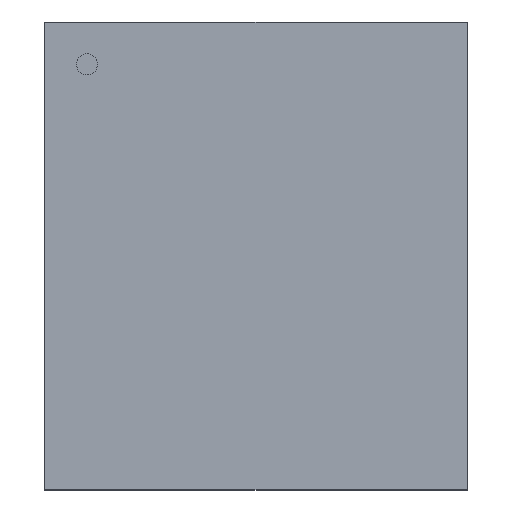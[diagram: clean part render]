
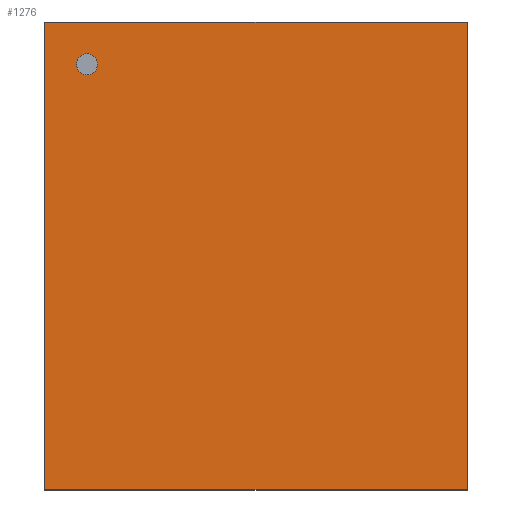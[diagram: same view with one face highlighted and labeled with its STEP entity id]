
A CAD part, top view. The second image highlights one B-rep face of the part: STEP entity #1276.
In plain terms, the highlighted planar face has unit normal (0, 0, 1).
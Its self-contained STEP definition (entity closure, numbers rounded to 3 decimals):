
#1052=CARTESIAN_POINT('',(2.121,-2.35,0.584));
#1051=VERTEX_POINT('',#1052);
#1062=CARTESIAN_POINT('',(-2.121,-2.35,0.584));
#1061=VERTEX_POINT('',#1062);
#1060=EDGE_CURVE('',#1061,#1051,#1065,.T.);
#1065=LINE('',#1062,#1067);
#1067=VECTOR('',#1068,4.242);
#1068=DIRECTION('',(1.0,0.0,0.0));
#1101=CARTESIAN_POINT('',(2.121,2.35,0.584));
#1100=VERTEX_POINT('',#1101);
#1109=EDGE_CURVE('',#1051,#1100,#1114,.T.);
#1114=LINE('',#1052,#1116);
#1116=VECTOR('',#1117,4.699);
#1117=DIRECTION('',(0.0,1.0,0.0));
#1150=CARTESIAN_POINT('',(-2.121,2.35,0.584));
#1149=VERTEX_POINT('',#1150);
#1158=EDGE_CURVE('',#1100,#1149,#1163,.T.);
#1163=LINE('',#1101,#1165);
#1165=VECTOR('',#1166,4.242);
#1166=DIRECTION('',(-1.0,0.0,0.0));
#1207=EDGE_CURVE('',#1149,#1061,#1212,.T.);
#1212=LINE('',#1150,#1214);
#1214=VECTOR('',#1215,4.699);
#1215=DIRECTION('',(0.0,-1.0,0.0));
#1276=ADVANCED_FACE('',(#1282),#1277,.T.);
#1277=PLANE('',#1278);
#1278=AXIS2_PLACEMENT_3D('',#1279,#1280,#1281);
#1279=CARTESIAN_POINT('',(-2.121,-2.35,0.584));
#1280=DIRECTION('',(0.0,0.0,1.0));
#1281=DIRECTION('',(0.,1.,0.));
#1282=FACE_OUTER_BOUND('',#1283,.T.);
#1283=EDGE_LOOP('',(#1284,#1294,#1304,#1314));
#1284=ORIENTED_EDGE('',*,*,#1060,.T.);
#1294=ORIENTED_EDGE('',*,*,#1109,.T.);
#1304=ORIENTED_EDGE('',*,*,#1158,.T.);
#1314=ORIENTED_EDGE('',*,*,#1207,.T.);
